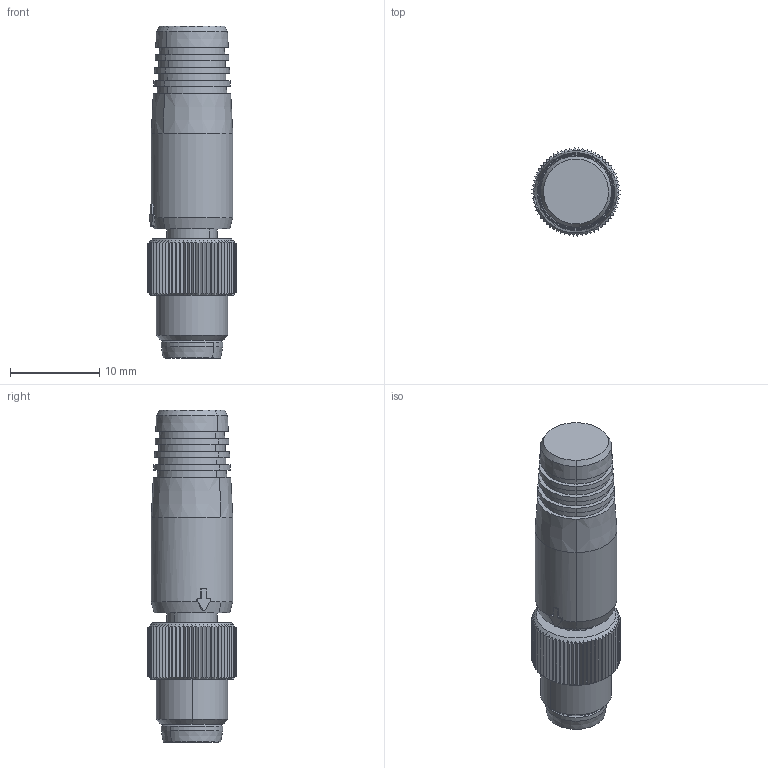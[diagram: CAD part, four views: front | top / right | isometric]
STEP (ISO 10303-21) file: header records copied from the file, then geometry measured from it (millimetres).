
FILE_DESCRIPTION(('CATIA V5 STEP Exchange','CAx-IF Rec.Pracs.--- Model Styling and Organization---1.5--- 2016-08-15','CAx-IF Rec.Pracs.---Supplemental Geometry---1.0---2011-11-01','CAx-IF Rec.Pracs.--- Composite Materials ---1.1---2010-07-15'),'2;1');
FILE_NAME ('1101034-5_0', '2025-11-13T06:43:07+00:00', ('none'), ('Weidmueller'), 'CATIA Version 5-6 Release 2024 SP4', 'CATIA V5 STEP AP214 v3', 'none');
FILE_SCHEMA(('AUTOMOTIVE_DESIGN { 1 0 10303 214 1 1 1 1 }'));
Length unit declared in the file: millimetre
Products named in the file (1): 2662500000
Bounding box: 9.9 x 9.9 x 37.3 mm (x, y, z)
Volume: 1978.5 mm3; surface area: 2382 mm2
Topology: 2 solids, 10 shells, 491 faces, 1277 edges, 812 vertices
Faces by surface type: cylinder 213, plane 170, cone 84, torus 16, sphere 8
Entity records: 14780 total; most frequent: CARTESIAN_POINT 4099, ORIENTED_EDGE 2522, DIRECTION 1558, EDGE_CURVE 1261, VERTEX_POINT 812, AXIS2_PLACEMENT_3D 807, EDGE_LOOP 531, ADVANCED_FACE 491
